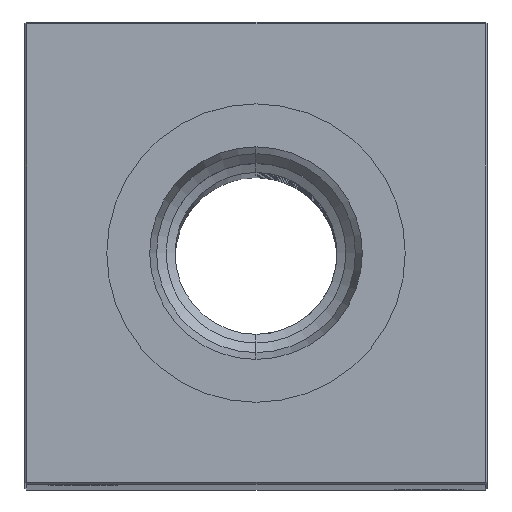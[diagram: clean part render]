
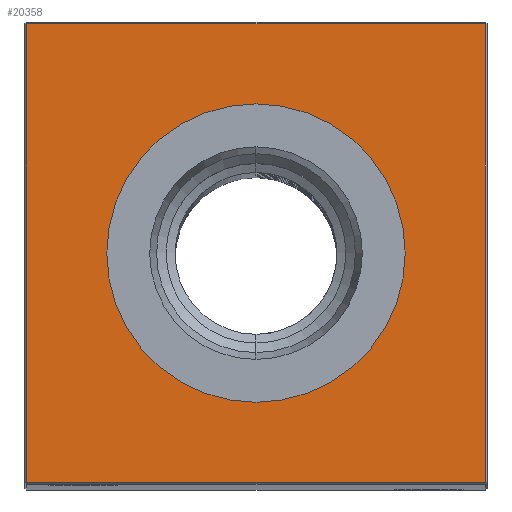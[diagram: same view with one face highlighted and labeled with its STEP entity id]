
A CAD part, top view. The second image highlights one B-rep face of the part: STEP entity #20358.
In plain terms, the highlighted planar face has unit normal (0, 0, 1).
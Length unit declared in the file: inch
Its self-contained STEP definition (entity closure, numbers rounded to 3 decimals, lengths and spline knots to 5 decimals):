
#1462 = CARTESIAN_POINT ( 'NONE',  ( 0., -0.80709, 18. ) ) ;
#1893 = DIRECTION ( 'NONE',  ( 0., 0., -1. ) ) ;
#2525 = CARTESIAN_POINT ( 'NONE',  ( 1.24, 1.24, 18. ) ) ;
#2876 = CARTESIAN_POINT ( 'NONE',  ( -1.24, 1.24, 18. ) ) ;
#3521 = CARTESIAN_POINT ( 'NONE',  ( 0., -1.24, 18. ) ) ;
#3859 = VERTEX_POINT ( 'NONE', #9927 ) ;
#4424 = EDGE_CURVE ( 'NONE', #24025, #21345, #17157, .T. ) ;
#5255 = EDGE_CURVE ( 'NONE', #21345, #24025, #24999, .T. ) ;
#5510 = DIRECTION ( 'NONE',  ( -1., 0., 0. ) ) ;
#5957 = CARTESIAN_POINT ( 'NONE',  ( 0., 0., 18. ) ) ;
#6775 = EDGE_CURVE ( 'NONE', #12195, #8312, #26162, .T. ) ;
#7376 = ORIENTED_EDGE ( 'NONE', *, *, #4424, .T. ) ;
#8060 = VERTEX_POINT ( 'NONE', #2525 ) ;
#8312 = VERTEX_POINT ( 'NONE', #12373 ) ;
#8542 = EDGE_CURVE ( 'NONE', #8312, #3859, #20566, .T. ) ;
#8734 = DIRECTION ( 'NONE',  ( 0., 0., -1. ) ) ;
#9743 = FACE_OUTER_BOUND ( 'NONE', #11368, .T. ) ;
#9927 = CARTESIAN_POINT ( 'NONE',  ( 1.24, -1.24, 18. ) ) ;
#9977 = LINE ( 'NONE', #14292, #19282 ) ;
#10398 = ORIENTED_EDGE ( 'NONE', *, *, #5255, .T. ) ;
#11112 = CARTESIAN_POINT ( 'NONE',  ( 0., 0., 18. ) ) ;
#11214 = ORIENTED_EDGE ( 'NONE', *, *, #8542, .T. ) ;
#11368 = EDGE_LOOP ( 'NONE', ( #23144, #11214, #12112, #11842 ) ) ;
#11776 = DIRECTION ( 'NONE',  ( 1., 0., 0. ) ) ;
#11842 = ORIENTED_EDGE ( 'NONE', *, *, #16953, .T. ) ;
#12112 = ORIENTED_EDGE ( 'NONE', *, *, #17947, .T. ) ;
#12195 = VERTEX_POINT ( 'NONE', #2876 ) ;
#12373 = CARTESIAN_POINT ( 'NONE',  ( -1.24, -1.24, 18. ) ) ;
#12798 = VECTOR ( 'NONE', #13278, 39.37008 ) ;
#13278 = DIRECTION ( 'NONE',  ( 0., 1., 0. ) ) ;
#13348 = AXIS2_PLACEMENT_3D ( 'NONE', #11112, #18814, #15014 ) ;
#13582 = CARTESIAN_POINT ( 'NONE',  ( -1.24, 0., 18. ) ) ;
#13931 = FACE_BOUND ( 'NONE', #16751, .T. ) ;
#14155 = VECTOR ( 'NONE', #11776, 39.37008 ) ;
#14292 = CARTESIAN_POINT ( 'NONE',  ( 0., 1.24, 18. ) ) ;
#15014 = DIRECTION ( 'NONE',  ( -1., 0., 0. ) ) ;
#16751 = EDGE_LOOP ( 'NONE', ( #7376, #10398 ) ) ;
#16953 = EDGE_CURVE ( 'NONE', #8060, #12195, #9977, .T. ) ;
#17157 = CIRCLE ( 'NONE', #24534, 0.80709 ) ;
#17329 = CARTESIAN_POINT ( 'NONE',  ( 1.24, 0., 18. ) ) ;
#17466 = LINE ( 'NONE', #17329, #12798 ) ;
#17947 = EDGE_CURVE ( 'NONE', #3859, #8060, #17466, .T. ) ;
#18397 = DIRECTION ( 'NONE',  ( -1., 0., 0. ) ) ;
#18814 = DIRECTION ( 'NONE',  ( 0., 0., -1. ) ) ;
#19015 = CARTESIAN_POINT ( 'NONE',  ( 0., 0., 18. ) ) ;
#19282 = VECTOR ( 'NONE', #5510, 39.37008 ) ;
#20358 = ADVANCED_FACE ( 'NONE', ( #9743, #13931 ), #26675, .F. ) ;
#20566 = LINE ( 'NONE', #3521, #14155 ) ;
#21182 = DIRECTION ( 'NONE',  ( -1., 0., 0. ) ) ;
#21345 = VERTEX_POINT ( 'NONE', #1462 ) ;
#21851 = DIRECTION ( 'NONE',  ( 0., -1., 0. ) ) ;
#22074 = AXIS2_PLACEMENT_3D ( 'NONE', #5957, #1893, #18397 ) ;
#22438 = CARTESIAN_POINT ( 'NONE',  ( 0., 0.80709, 18. ) ) ;
#23144 = ORIENTED_EDGE ( 'NONE', *, *, #6775, .T. ) ;
#23819 = VECTOR ( 'NONE', #21851, 39.37008 ) ;
#24025 = VERTEX_POINT ( 'NONE', #22438 ) ;
#24534 = AXIS2_PLACEMENT_3D ( 'NONE', #19015, #8734, #21182 ) ;
#24999 = CIRCLE ( 'NONE', #13348, 0.80709 ) ;
#26162 = LINE ( 'NONE', #13582, #23819 ) ;
#26675 = PLANE ( 'NONE',  #22074 ) ;
